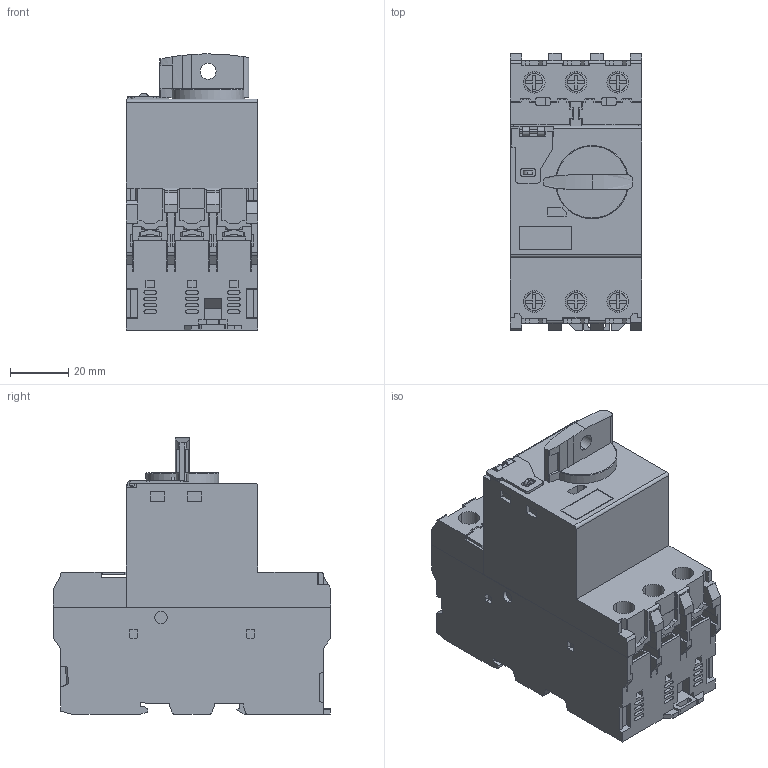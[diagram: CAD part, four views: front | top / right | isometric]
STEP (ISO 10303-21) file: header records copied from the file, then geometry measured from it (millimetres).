
FILE_DESCRIPTION (( 'STEP AP214' ), '1' );
FILE_NAME ('BM3RHB-6P3.step', '2019-06-20T11:21:24', ( '' ), ( '' ), 'SwSTEP 2.0', 'SolidWorks 2018', '' );
FILE_SCHEMA (( 'AUTOMOTIVE_DESIGN' ));
Length unit declared in the file: inch
Products named in the file (1): BM3RHB-6P3
Bounding box: 45 x 94.8 x 94.5 mm (x, y, z)
Volume: 231601.2 mm3; surface area: 57037.8 mm2
Topology: 25 solids, 25 shells, 1294 faces, 3557 edges, 2360 vertices
Faces by surface type: plane 964, cylinder 327, cone 3
Entity records: 58039 total; most frequent: CARTESIAN_POINT 7667, ORIENTED_EDGE 7114, DIRECTION 6603, EDGE_CURVE 3557, LINE 2815, VECTOR 2815, VERTEX_POINT 2360, AXIS2_PLACEMENT_3D 1894
